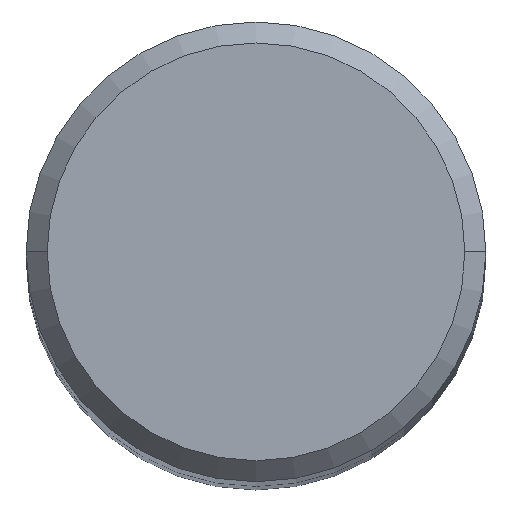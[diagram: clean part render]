
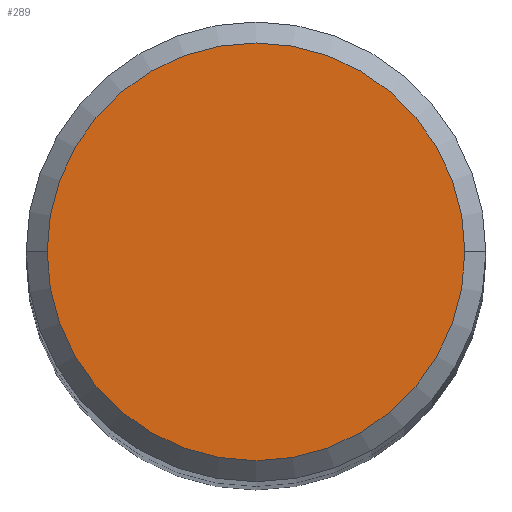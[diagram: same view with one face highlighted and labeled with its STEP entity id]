
A CAD part, top view. The second image highlights one B-rep face of the part: STEP entity #289.
In plain terms, the highlighted planar face has unit normal (0, 0, 1).
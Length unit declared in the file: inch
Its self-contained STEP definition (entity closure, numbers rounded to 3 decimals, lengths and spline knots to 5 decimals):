
#13 = ORIENTED_EDGE ( 'NONE', *, *, #249, .T. ) ;
#20 = AXIS2_PLACEMENT_3D ( 'NONE', #80, #294, #297 ) ;
#37 = EDGE_LOOP ( 'NONE', ( #13, #220 ) ) ;
#39 = VERTEX_POINT ( 'NONE', #302 ) ;
#47 = CIRCLE ( 'NONE', #20, 0.19875 ) ;
#80 = CARTESIAN_POINT ( 'NONE',  ( 0., 0., 0. ) ) ;
#102 = AXIS2_PLACEMENT_3D ( 'NONE', #112, #296, #203 ) ;
#109 = DIRECTION ( 'NONE',  ( 0., 0., 1. ) ) ;
#112 = CARTESIAN_POINT ( 'NONE',  ( 0., 0.19875, 0. ) ) ;
#174 = FACE_OUTER_BOUND ( 'NONE', #37, .T. ) ;
#198 = CARTESIAN_POINT ( 'NONE',  ( 0.19875, 0., 0. ) ) ;
#203 = DIRECTION ( 'NONE',  ( -1., 0., 0. ) ) ;
#220 = ORIENTED_EDGE ( 'NONE', *, *, #223, .T. ) ;
#223 = EDGE_CURVE ( 'NONE', #266, #39, #47, .T. ) ;
#230 = PLANE ( 'NONE',  #102 ) ;
#249 = EDGE_CURVE ( 'NONE', #39, #266, #263, .T. ) ;
#259 = CARTESIAN_POINT ( 'NONE',  ( 0., 0., 0. ) ) ;
#263 = CIRCLE ( 'NONE', #373, 0.19875 ) ;
#266 = VERTEX_POINT ( 'NONE', #198 ) ;
#289 = ADVANCED_FACE ( 'NONE', ( #174 ), #230, .F. ) ;
#291 = DIRECTION ( 'NONE',  ( 1., 0., 0. ) ) ;
#294 = DIRECTION ( 'NONE',  ( 0., 0., 1. ) ) ;
#296 = DIRECTION ( 'NONE',  ( 0., 0., -1. ) ) ;
#297 = DIRECTION ( 'NONE',  ( 1., 0., 0. ) ) ;
#302 = CARTESIAN_POINT ( 'NONE',  ( -0.19875, 0., 0. ) ) ;
#373 = AXIS2_PLACEMENT_3D ( 'NONE', #259, #109, #291 ) ;
